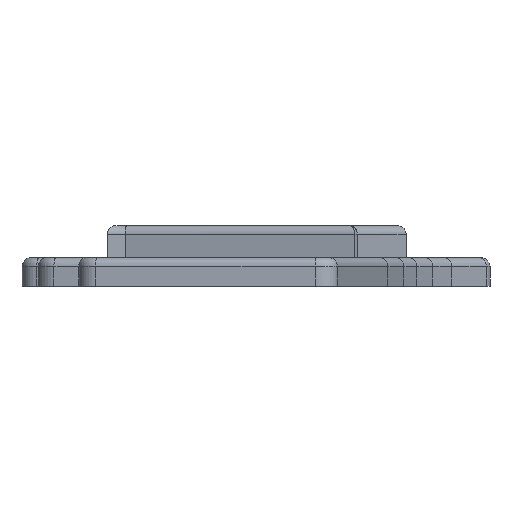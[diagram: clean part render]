
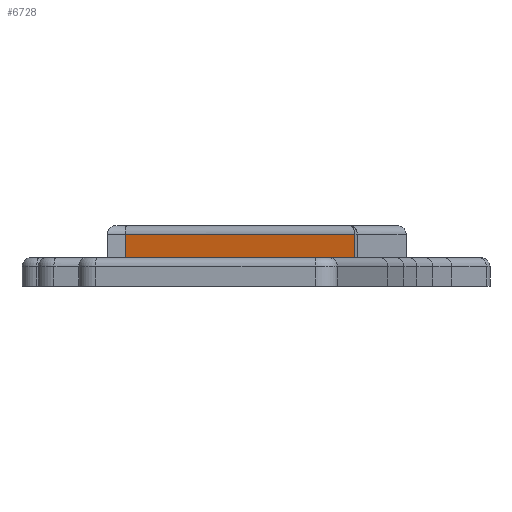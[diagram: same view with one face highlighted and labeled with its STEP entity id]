
A CAD part, left-side view. The second image highlights one B-rep face of the part: STEP entity #6728.
In plain terms, the highlighted planar face has unit normal (-0.966, 0.259, 0).
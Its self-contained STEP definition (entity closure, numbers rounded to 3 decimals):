
#525=FACE_OUTER_BOUND('',#872,.T.);
#872=EDGE_LOOP('',(#4876,#4877,#4878,#4879));
#1384=LINE('',#9999,#2176);
#1394=LINE('',#10028,#2186);
#1395=LINE('',#10030,#2187);
#1396=LINE('',#10031,#2188);
#2176=VECTOR('',#8084,10.);
#2186=VECTOR('',#8118,10.);
#2187=VECTOR('',#8119,10.);
#2188=VECTOR('',#8120,10.);
#2960=VERTEX_POINT('',#9997);
#2961=VERTEX_POINT('',#9998);
#2968=VERTEX_POINT('',#10027);
#2969=VERTEX_POINT('',#10029);
#3706=EDGE_CURVE('',#2960,#2961,#1384,.T.);
#3722=EDGE_CURVE('',#2968,#2960,#1394,.T.);
#3723=EDGE_CURVE('',#2969,#2968,#1395,.T.);
#3724=EDGE_CURVE('',#2969,#2961,#1396,.T.);
#4876=ORIENTED_EDGE('',*,*,#3706,.F.);
#4877=ORIENTED_EDGE('',*,*,#3722,.F.);
#4878=ORIENTED_EDGE('',*,*,#3723,.F.);
#4879=ORIENTED_EDGE('',*,*,#3724,.T.);
#6422=PLANE('',#7185);
#6728=ADVANCED_FACE('',(#525),#6422,.T.);
#7185=AXIS2_PLACEMENT_3D('',#10026,#8116,#8117);
#8084=DIRECTION('',(-0.259,-0.966,0.));
#8116=DIRECTION('center_axis',(-0.966,0.259,0.));
#8117=DIRECTION('ref_axis',(-0.259,-0.966,0.));
#8118=DIRECTION('',(0.,0.,1.));
#8119=DIRECTION('',(0.259,0.966,0.));
#8120=DIRECTION('',(0.,0.,1.));
#9997=CARTESIAN_POINT('',(94.861,37.135,7.));
#9998=CARTESIAN_POINT('',(80.692,-15.743,7.));
#9999=CARTESIAN_POINT('',(91.411,24.26,7.));
#10026=CARTESIAN_POINT('Origin',(94.861,37.135,0.));
#10027=CARTESIAN_POINT('',(94.861,37.135,1.6));
#10028=CARTESIAN_POINT('',(94.861,37.135,0.));
#10029=CARTESIAN_POINT('',(80.692,-15.743,1.6));
#10030=CARTESIAN_POINT('',(91.433,24.341,1.6));
#10031=CARTESIAN_POINT('',(80.692,-15.743,0.));
